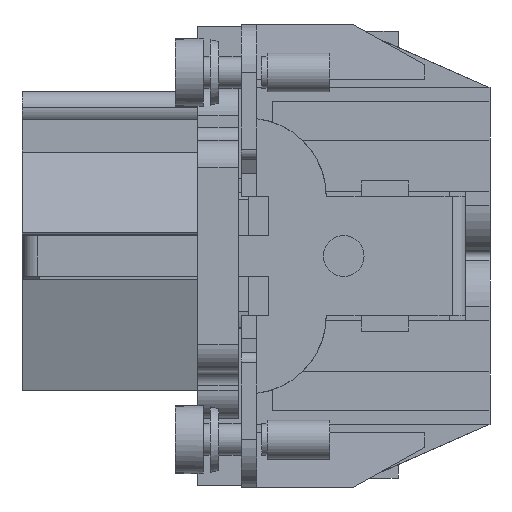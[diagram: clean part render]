
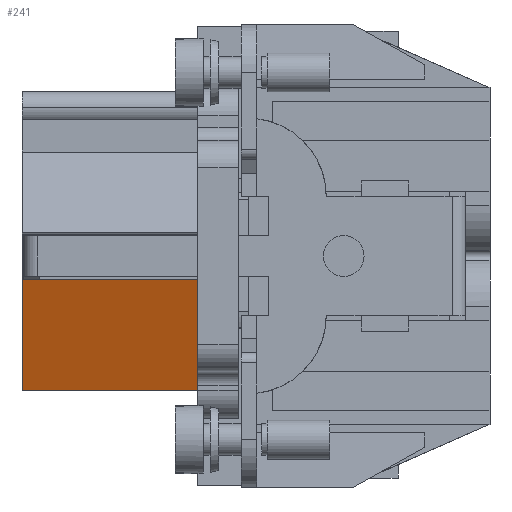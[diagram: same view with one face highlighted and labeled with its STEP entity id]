
A CAD part, left-side view. The second image highlights one B-rep face of the part: STEP entity #241.
In plain terms, the highlighted planar face has unit normal (-0.941, 0, -0.338).
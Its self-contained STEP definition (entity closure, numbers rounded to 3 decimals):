
#241 = ADVANCED_FACE ( 'NONE', ( #19677 ), #18775, .F. ) ;
#4169 = LINE ( 'NONE', #5266, #5811 ) ;
#4265 = LINE ( 'NONE', #5530, #5910 ) ;
#5266 = CARTESIAN_POINT ( 'NONE',  ( -12.248, 34.41, -9.878 ) ) ;
#5267 = DIRECTION ( 'NONE',  ( 0., -1., 0. ) ) ;
#5530 = CARTESIAN_POINT ( 'NONE',  ( -12.248, 21.5, -9.878 ) ) ;
#5531 = DIRECTION ( 'NONE',  ( -0.338, 0., 0.941 ) ) ;
#5811 = VECTOR ( 'NONE', #5267, 1000. ) ;
#5910 = VECTOR ( 'NONE', #5531, 1000. ) ;
#5998 = VECTOR ( 'NONE', #6453, 1000. ) ;
#6016 = VECTOR ( 'NONE', #6500, 1000. ) ;
#6071 = LINE ( 'NONE', #6452, #5998 ) ;
#6086 = LINE ( 'NONE', #6499, #6016 ) ;
#6452 = CARTESIAN_POINT ( 'NONE',  ( -15.182, 34.41, -1.708 ) ) ;
#6453 = DIRECTION ( 'NONE',  ( 0., -1., 0. ) ) ;
#6499 = CARTESIAN_POINT ( 'NONE',  ( -12.248, 34.41, -9.878 ) ) ;
#6500 = DIRECTION ( 'NONE',  ( -0.338, 0., 0.941 ) ) ;
#10278 = EDGE_LOOP ( 'NONE', ( #12012, #12014, #12013, #12015 ) ) ;
#10814 = VERTEX_POINT ( 'NONE', #26092 ) ;
#10815 = VERTEX_POINT ( 'NONE', #26093 ) ;
#10816 = VERTEX_POINT ( 'NONE', #26094 ) ;
#10817 = VERTEX_POINT ( 'NONE', #26095 ) ;
#12012 = ORIENTED_EDGE ( 'NONE', *, *, #23643, .T. ) ;
#12013 = ORIENTED_EDGE ( 'NONE', *, *, #23722, .F. ) ;
#12014 = ORIENTED_EDGE ( 'NONE', *, *, #23710, .F. ) ;
#12015 = ORIENTED_EDGE ( 'NONE', *, *, #23558, .T. ) ;
#18775 = PLANE ( 'NONE',  #19501 ) ;
#18776 = CARTESIAN_POINT ( 'NONE',  ( -12.248, 34.41, -9.878 ) ) ;
#18777 = DIRECTION ( 'NONE',  ( 0.941, 0., 0.338 ) ) ;
#18778 = DIRECTION ( 'NONE',  ( 0.338, 0., -0.941 ) ) ;
#19501 = AXIS2_PLACEMENT_3D ( 'NONE', #18776, #18777, #18778 ) ;
#19677 = FACE_OUTER_BOUND ( 'NONE', #10278, .T. ) ;
#23558 = EDGE_CURVE ( 'NONE', #10817, #10814, #4169, .T. ) ;
#23643 = EDGE_CURVE ( 'NONE', #10814, #10815, #4265, .T. ) ;
#23710 = EDGE_CURVE ( 'NONE', #10816, #10815, #6071, .T. ) ;
#23722 = EDGE_CURVE ( 'NONE', #10817, #10816, #6086, .T. ) ;
#26092 = CARTESIAN_POINT ( 'NONE',  ( -12.248, 21.5, -9.878 ) ) ;
#26093 = CARTESIAN_POINT ( 'NONE',  ( -15.182, 21.5, -1.708 ) ) ;
#26094 = CARTESIAN_POINT ( 'NONE',  ( -15.182, 34.41, -1.708 ) ) ;
#26095 = CARTESIAN_POINT ( 'NONE',  ( -12.248, 34.41, -9.878 ) ) ;
